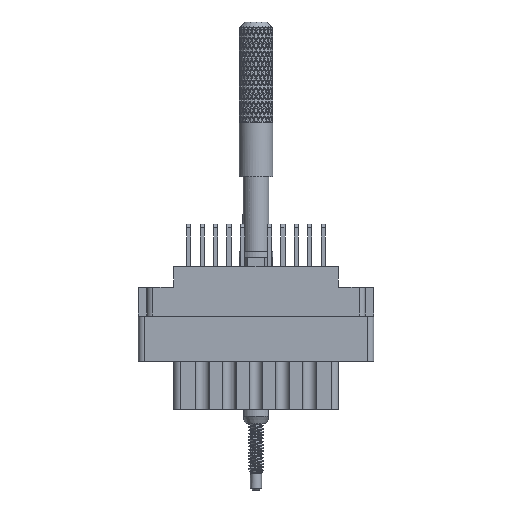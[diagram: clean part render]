
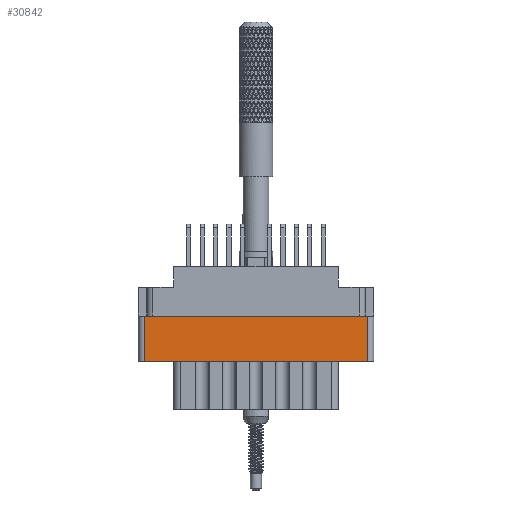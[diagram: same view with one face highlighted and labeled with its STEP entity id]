
A CAD part, front view. The second image highlights one B-rep face of the part: STEP entity #30842.
In plain terms, the highlighted planar face has unit normal (0, -1, 0).
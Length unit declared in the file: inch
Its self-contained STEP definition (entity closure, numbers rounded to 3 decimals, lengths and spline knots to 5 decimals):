
#3952 = ORIENTED_EDGE ( 'NONE', *, *, #70062, .T. ) ;
#8587 = FACE_OUTER_BOUND ( 'NONE', #113521, .T. ) ;
#17571 = AXIS2_PLACEMENT_3D ( 'NONE', #181496, #66551, #166277 ) ;
#21027 = CARTESIAN_POINT ( 'NONE',  ( 0., -0.343, -0.277 ) ) ;
#28087 = VERTEX_POINT ( 'NONE', #80488 ) ;
#30842 = ADVANCED_FACE ( 'NONE', ( #8587 ), #152025, .T. ) ;
#33007 = VECTOR ( 'NONE', #92305, 39.37008 ) ;
#35844 = EDGE_CURVE ( 'NONE', #41641, #89706, #120752, .T. ) ;
#38778 = LINE ( 'NONE', #139423, #88474 ) ;
#41641 = VERTEX_POINT ( 'NONE', #68575 ) ;
#50369 = EDGE_CURVE ( 'NONE', #170802, #89706, #38778, .T. ) ;
#66551 = DIRECTION ( 'NONE',  ( 0., -1., 0. ) ) ;
#68365 = CARTESIAN_POINT ( 'NONE',  ( 0.624, -0.343, -0.277 ) ) ;
#68575 = CARTESIAN_POINT ( 'NONE',  ( -0.624, -0.343, -0.277 ) ) ;
#70062 = EDGE_CURVE ( 'NONE', #41641, #28087, #122684, .T. ) ;
#78067 = CARTESIAN_POINT ( 'NONE',  ( 0.624, -0.343, -0.529 ) ) ;
#79064 = CARTESIAN_POINT ( 'NONE',  ( -0.624, -0.343, -0.798 ) ) ;
#80488 = CARTESIAN_POINT ( 'NONE',  ( -0.624, -0.343, -0.529 ) ) ;
#87272 = LINE ( 'NONE', #175608, #186565 ) ;
#88474 = VECTOR ( 'NONE', #185971, 39.37008 ) ;
#89706 = VERTEX_POINT ( 'NONE', #68365 ) ;
#90110 = DIRECTION ( 'NONE',  ( -1., 0., 0. ) ) ;
#92305 = DIRECTION ( 'NONE',  ( 1., 0., 0. ) ) ;
#113521 = EDGE_LOOP ( 'NONE', ( #115370, #3952, #150181, #175714 ) ) ;
#115370 = ORIENTED_EDGE ( 'NONE', *, *, #35844, .F. ) ;
#120752 = LINE ( 'NONE', #21027, #33007 ) ;
#122684 = LINE ( 'NONE', #79064, #126634 ) ;
#126634 = VECTOR ( 'NONE', #151217, 39.37008 ) ;
#134062 = EDGE_CURVE ( 'NONE', #170802, #28087, #87272, .T. ) ;
#139423 = CARTESIAN_POINT ( 'NONE',  ( 0.624, -0.343, -0.798 ) ) ;
#150181 = ORIENTED_EDGE ( 'NONE', *, *, #134062, .F. ) ;
#151217 = DIRECTION ( 'NONE',  ( 0., 0., -1. ) ) ;
#152025 = PLANE ( 'NONE',  #17571 ) ;
#166277 = DIRECTION ( 'NONE',  ( 0., 0., -1. ) ) ;
#170802 = VERTEX_POINT ( 'NONE', #78067 ) ;
#175608 = CARTESIAN_POINT ( 'NONE',  ( 0., -0.343, -0.529 ) ) ;
#175714 = ORIENTED_EDGE ( 'NONE', *, *, #50369, .T. ) ;
#181496 = CARTESIAN_POINT ( 'NONE',  ( -0.656, -0.343, -0.798 ) ) ;
#185971 = DIRECTION ( 'NONE',  ( 0., 0., 1. ) ) ;
#186565 = VECTOR ( 'NONE', #90110, 39.37008 ) ;
